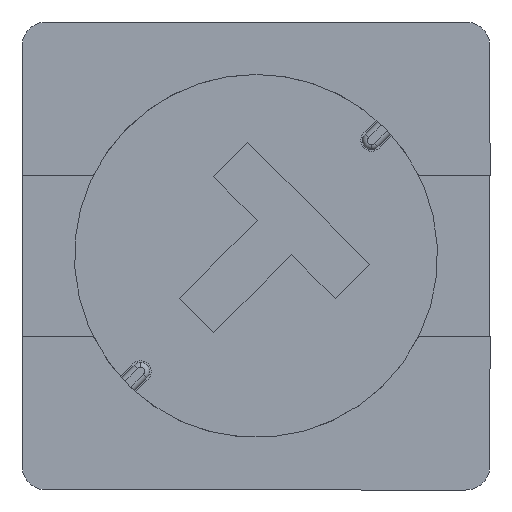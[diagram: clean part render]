
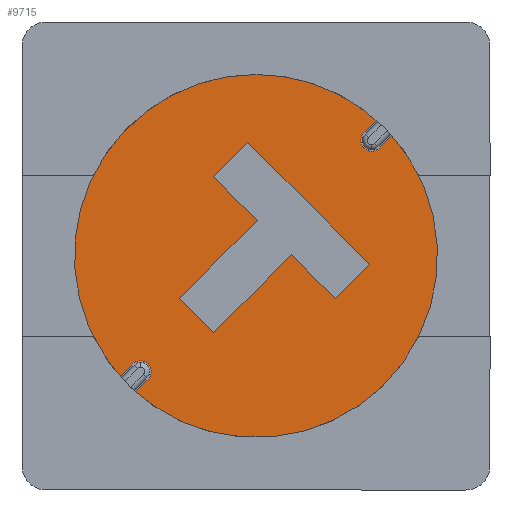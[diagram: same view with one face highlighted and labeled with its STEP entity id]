
A CAD part, front view. The second image highlights one B-rep face of the part: STEP entity #9715.
In plain terms, the highlighted planar face has unit normal (0, -1, 0).
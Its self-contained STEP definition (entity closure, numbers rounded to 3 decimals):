
#145 = DIRECTION ( 'NONE',  ( 0., -1., 0. ) ) ;
#273 = DIRECTION ( 'NONE',  ( -0.707, 0., -0.707 ) ) ;
#368 = VERTEX_POINT ( 'NONE', #5646 ) ;
#382 = CARTESIAN_POINT ( 'NONE',  ( 0., 0.1, 0. ) ) ;
#439 = ORIENTED_EDGE ( 'NONE', *, *, #6426, .F. ) ;
#483 = EDGE_CURVE ( 'NONE', #368, #4918, #6526, .T. ) ;
#521 = ORIENTED_EDGE ( 'NONE', *, *, #2077, .F. ) ;
#542 = CARTESIAN_POINT ( 'NONE',  ( -0.526, 0.1, 0.982 ) ) ;
#623 = VECTOR ( 'NONE', #2829, 1000. ) ;
#689 = VERTEX_POINT ( 'NONE', #4325 ) ;
#781 = ORIENTED_EDGE ( 'NONE', *, *, #6562, .T. ) ;
#782 = DIRECTION ( 'NONE',  ( 0., 0., -1. ) ) ;
#844 = CARTESIAN_POINT ( 'NONE',  ( 0., 0.1, 0. ) ) ;
#918 = VECTOR ( 'NONE', #1605, 1000. ) ;
#952 = AXIS2_PLACEMENT_3D ( 'NONE', #4970, #3323, #4900 ) ;
#995 = AXIS2_PLACEMENT_3D ( 'NONE', #3481, #8936, #8198 ) ;
#1222 = DIRECTION ( 'NONE',  ( 0.707, 0., -0.707 ) ) ;
#1262 = VERTEX_POINT ( 'NONE', #4295 ) ;
#1272 = LINE ( 'NONE', #7225, #8474 ) ;
#1543 = VERTEX_POINT ( 'NONE', #2482 ) ;
#1584 = EDGE_CURVE ( 'NONE', #2014, #6912, #8923, .T. ) ;
#1595 = VERTEX_POINT ( 'NONE', #6475 ) ;
#1605 = DIRECTION ( 'NONE',  ( 0.707, 0., 0.707 ) ) ;
#1622 = EDGE_CURVE ( 'NONE', #9257, #4918, #8677, .T. ) ;
#1814 = VERTEX_POINT ( 'NONE', #4135 ) ;
#1821 = CIRCLE ( 'NONE', #995, 0.133 ) ;
#1883 = EDGE_CURVE ( 'NONE', #9257, #1814, #7270, .T. ) ;
#1922 = CARTESIAN_POINT ( 'NONE',  ( -1.495, 0.1, -1.682 ) ) ;
#2014 = VERTEX_POINT ( 'NONE', #9034 ) ;
#2077 = EDGE_CURVE ( 'NONE', #9551, #1262, #1272, .T. ) ;
#2088 = CARTESIAN_POINT ( 'NONE',  ( 0.982, 0.1, -0.526 ) ) ;
#2163 = EDGE_CURVE ( 'NONE', #3151, #368, #4601, .T. ) ;
#2181 = ORIENTED_EDGE ( 'NONE', *, *, #1883, .F. ) ;
#2245 = CARTESIAN_POINT ( 'NONE',  ( -1.682, 0.1, -1.495 ) ) ;
#2263 = VECTOR ( 'NONE', #5892, 1000. ) ;
#2278 = CARTESIAN_POINT ( 'NONE',  ( 0., 0.1, 0. ) ) ;
#2320 = VERTEX_POINT ( 'NONE', #9671 ) ;
#2332 = EDGE_CURVE ( 'NONE', #689, #5854, #6456, .T. ) ;
#2434 = EDGE_LOOP ( 'NONE', ( #8996, #6083, #8497, #9574, #521, #3796, #439, #6629 ) ) ;
#2482 = CARTESIAN_POINT ( 'NONE',  ( 1.338, 0.1, 1.526 ) ) ;
#2810 = VERTEX_POINT ( 'NONE', #542 ) ;
#2829 = DIRECTION ( 'NONE',  ( 0.707, 0., 0.707 ) ) ;
#3072 = CARTESIAN_POINT ( 'NONE',  ( 1.338, 0.1, 1.526 ) ) ;
#3104 = DIRECTION ( 'NONE',  ( 0., 0., -1. ) ) ;
#3151 = VERTEX_POINT ( 'NONE', #5194 ) ;
#3287 = LINE ( 'NONE', #3072, #9928 ) ;
#3288 = CARTESIAN_POINT ( 'NONE',  ( 1.432, 0.1, 1.432 ) ) ;
#3301 = DIRECTION ( 'NONE',  ( -0.707, 0., -0.707 ) ) ;
#3323 = DIRECTION ( 'NONE',  ( 0., -1., 0. ) ) ;
#3379 = CARTESIAN_POINT ( 'NONE',  ( 1.526, 0.1, 1.338 ) ) ;
#3400 = EDGE_CURVE ( 'NONE', #2320, #1543, #3287, .T. ) ;
#3481 = CARTESIAN_POINT ( 'NONE',  ( -1.432, 0.1, -1.432 ) ) ;
#3509 = EDGE_CURVE ( 'NONE', #6209, #689, #4522, .T. ) ;
#3734 = AXIS2_PLACEMENT_3D ( 'NONE', #844, #145, #3104 ) ;
#3782 = ORIENTED_EDGE ( 'NONE', *, *, #2163, .F. ) ;
#3796 = ORIENTED_EDGE ( 'NONE', *, *, #6170, .F. ) ;
#3878 = CIRCLE ( 'NONE', #8518, 2.25 ) ;
#4080 = ORIENTED_EDGE ( 'NONE', *, *, #483, .F. ) ;
#4135 = CARTESIAN_POINT ( 'NONE',  ( -1.338, 0.1, -1.526 ) ) ;
#4142 = VECTOR ( 'NONE', #3301, 1000. ) ;
#4295 = CARTESIAN_POINT ( 'NONE',  ( -0.102, 0.1, 1.406 ) ) ;
#4325 = CARTESIAN_POINT ( 'NONE',  ( -0.949, 0.1, -0.525 ) ) ;
#4349 = CARTESIAN_POINT ( 'NONE',  ( -1.338, 0.1, -1.526 ) ) ;
#4383 = DIRECTION ( 'NONE',  ( 0.707, 0., 0.707 ) ) ;
#4486 = CARTESIAN_POINT ( 'NONE',  ( -0.525, 0.1, -0.949 ) ) ;
#4522 = LINE ( 'NONE', #7825, #4142 ) ;
#4528 = CARTESIAN_POINT ( 'NONE',  ( -0.525, 0.1, -0.949 ) ) ;
#4601 = CIRCLE ( 'NONE', #9698, 0.133 ) ;
#4691 = ORIENTED_EDGE ( 'NONE', *, *, #5702, .T. ) ;
#4702 = CARTESIAN_POINT ( 'NONE',  ( 1.682, 0.1, 1.495 ) ) ;
#4741 = EDGE_CURVE ( 'NONE', #2810, #6209, #6621, .T. ) ;
#4752 = CARTESIAN_POINT ( 'NONE',  ( 0., 0.1, 2.25 ) ) ;
#4810 = ORIENTED_EDGE ( 'NONE', *, *, #7261, .F. ) ;
#4840 = LINE ( 'NONE', #4956, #5092 ) ;
#4864 = CARTESIAN_POINT ( 'NONE',  ( -1.526, 0.1, -1.338 ) ) ;
#4900 = DIRECTION ( 'NONE',  ( 0., 0., -1. ) ) ;
#4918 = VERTEX_POINT ( 'NONE', #4702 ) ;
#4956 = CARTESIAN_POINT ( 'NONE',  ( 0.982, 0.1, -0.526 ) ) ;
#4970 = CARTESIAN_POINT ( 'NONE',  ( 0., 0.1, 0. ) ) ;
#5092 = VECTOR ( 'NONE', #5600, 1000. ) ;
#5194 = CARTESIAN_POINT ( 'NONE',  ( 1.432, 0.1, 1.299 ) ) ;
#5197 = VECTOR ( 'NONE', #4383, 1000. ) ;
#5271 = DIRECTION ( 'NONE',  ( 0., -1., 0. ) ) ;
#5292 = DIRECTION ( 'NONE',  ( -0.707, 0., -0.707 ) ) ;
#5387 = CARTESIAN_POINT ( 'NONE',  ( 1.432, 0.1, 1.432 ) ) ;
#5532 = VECTOR ( 'NONE', #5292, 1000. ) ;
#5560 = EDGE_CURVE ( 'NONE', #1543, #3151, #7429, .T. ) ;
#5587 = EDGE_CURVE ( 'NONE', #5854, #1595, #7183, .T. ) ;
#5600 = DIRECTION ( 'NONE',  ( 0.707, 0., 0.707 ) ) ;
#5646 = CARTESIAN_POINT ( 'NONE',  ( 1.526, 0.1, 1.338 ) ) ;
#5702 = EDGE_CURVE ( 'NONE', #7990, #6912, #3878, .T. ) ;
#5854 = VERTEX_POINT ( 'NONE', #4486 ) ;
#5878 = CARTESIAN_POINT ( 'NONE',  ( -0.949, 0.1, -0.525 ) ) ;
#5882 = AXIS2_PLACEMENT_3D ( 'NONE', #5387, #6122, #782 ) ;
#5892 = DIRECTION ( 'NONE',  ( 0.707, 0., -0.707 ) ) ;
#5938 = VERTEX_POINT ( 'NONE', #2088 ) ;
#6083 = ORIENTED_EDGE ( 'NONE', *, *, #3509, .F. ) ;
#6122 = DIRECTION ( 'NONE',  ( 0., -1., 0. ) ) ;
#6148 = LINE ( 'NONE', #6829, #5532 ) ;
#6170 = EDGE_CURVE ( 'NONE', #5938, #9551, #4840, .T. ) ;
#6191 = VECTOR ( 'NONE', #1222, 1000. ) ;
#6209 = VERTEX_POINT ( 'NONE', #7949 ) ;
#6277 = DIRECTION ( 'NONE',  ( -0.707, 0., -0.707 ) ) ;
#6426 = EDGE_CURVE ( 'NONE', #1595, #5938, #9532, .T. ) ;
#6456 = LINE ( 'NONE', #5878, #7300 ) ;
#6475 = CARTESIAN_POINT ( 'NONE',  ( 0.44, 0.1, 0.016 ) ) ;
#6479 = DIRECTION ( 'NONE',  ( 0., -1., 0. ) ) ;
#6526 = LINE ( 'NONE', #3379, #623 ) ;
#6562 = EDGE_CURVE ( 'NONE', #2320, #7990, #7751, .T. ) ;
#6621 = LINE ( 'NONE', #6633, #2263 ) ;
#6629 = ORIENTED_EDGE ( 'NONE', *, *, #5587, .F. ) ;
#6633 = CARTESIAN_POINT ( 'NONE',  ( 0.016, 0.1, 0.44 ) ) ;
#6821 = ORIENTED_EDGE ( 'NONE', *, *, #3400, .F. ) ;
#6829 = CARTESIAN_POINT ( 'NONE',  ( -0.526, 0.1, 0.982 ) ) ;
#6912 = VERTEX_POINT ( 'NONE', #2245 ) ;
#7020 = VECTOR ( 'NONE', #273, 1000. ) ;
#7183 = LINE ( 'NONE', #4528, #918 ) ;
#7225 = CARTESIAN_POINT ( 'NONE',  ( -0.102, 0.1, 1.406 ) ) ;
#7252 = DIRECTION ( 'NONE',  ( 0., 0., -1. ) ) ;
#7261 = EDGE_CURVE ( 'NONE', #1814, #2014, #1821, .T. ) ;
#7270 = LINE ( 'NONE', #4349, #5197 ) ;
#7300 = VECTOR ( 'NONE', #7426, 1000. ) ;
#7346 = DIRECTION ( 'NONE',  ( -0.707, 0., 0.707 ) ) ;
#7426 = DIRECTION ( 'NONE',  ( 0.707, 0., -0.707 ) ) ;
#7429 = CIRCLE ( 'NONE', #5882, 0.133 ) ;
#7449 = ORIENTED_EDGE ( 'NONE', *, *, #1584, .F. ) ;
#7751 = CIRCLE ( 'NONE', #8461, 2.25 ) ;
#7814 = FACE_BOUND ( 'NONE', #2434, .T. ) ;
#7825 = CARTESIAN_POINT ( 'NONE',  ( -0.949, 0.1, -0.525 ) ) ;
#7891 = DIRECTION ( 'NONE',  ( 0., 0., -1. ) ) ;
#7943 = ORIENTED_EDGE ( 'NONE', *, *, #5560, .F. ) ;
#7949 = CARTESIAN_POINT ( 'NONE',  ( 0.016, 0.1, 0.44 ) ) ;
#7990 = VERTEX_POINT ( 'NONE', #4752 ) ;
#8198 = DIRECTION ( 'NONE',  ( 0., 0., -1. ) ) ;
#8400 = EDGE_CURVE ( 'NONE', #1262, #2810, #6148, .T. ) ;
#8461 = AXIS2_PLACEMENT_3D ( 'NONE', #2278, #5271, #9191 ) ;
#8474 = VECTOR ( 'NONE', #7346, 1000. ) ;
#8497 = ORIENTED_EDGE ( 'NONE', *, *, #4741, .F. ) ;
#8518 = AXIS2_PLACEMENT_3D ( 'NONE', #382, #9544, #7252 ) ;
#8521 = PLANE ( 'NONE',  #3734 ) ;
#8568 = EDGE_LOOP ( 'NONE', ( #2181, #8714, #4080, #3782, #7943, #6821, #781, #4691, #7449, #4810 ) ) ;
#8677 = CIRCLE ( 'NONE', #952, 2.25 ) ;
#8714 = ORIENTED_EDGE ( 'NONE', *, *, #1622, .T. ) ;
#8752 = FACE_OUTER_BOUND ( 'NONE', #8568, .T. ) ;
#8923 = LINE ( 'NONE', #4864, #7020 ) ;
#8936 = DIRECTION ( 'NONE',  ( 0., -1., 0. ) ) ;
#8996 = ORIENTED_EDGE ( 'NONE', *, *, #2332, .F. ) ;
#9034 = CARTESIAN_POINT ( 'NONE',  ( -1.526, 0.1, -1.338 ) ) ;
#9191 = DIRECTION ( 'NONE',  ( 0., 0., -1. ) ) ;
#9257 = VERTEX_POINT ( 'NONE', #1922 ) ;
#9486 = CARTESIAN_POINT ( 'NONE',  ( 1.406, 0.1, -0.102 ) ) ;
#9532 = LINE ( 'NONE', #9572, #6191 ) ;
#9544 = DIRECTION ( 'NONE',  ( 0., -1., 0. ) ) ;
#9551 = VERTEX_POINT ( 'NONE', #9486 ) ;
#9572 = CARTESIAN_POINT ( 'NONE',  ( 0.44, 0.1, 0.016 ) ) ;
#9574 = ORIENTED_EDGE ( 'NONE', *, *, #8400, .F. ) ;
#9671 = CARTESIAN_POINT ( 'NONE',  ( 1.495, 0.1, 1.682 ) ) ;
#9698 = AXIS2_PLACEMENT_3D ( 'NONE', #3288, #6479, #7891 ) ;
#9715 = ADVANCED_FACE ( 'NONE', ( #8752, #7814 ), #8521, .T. ) ;
#9928 = VECTOR ( 'NONE', #6277, 1000. ) ;
